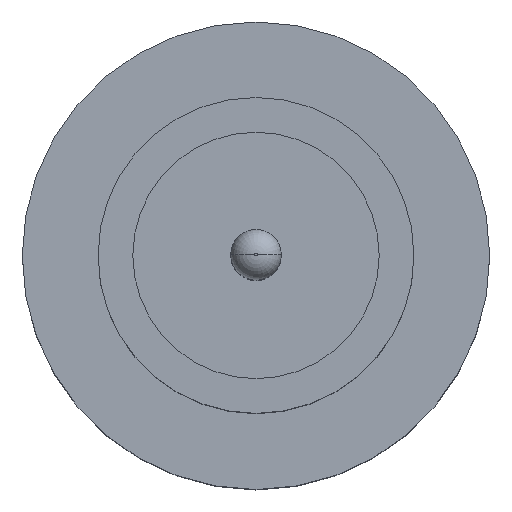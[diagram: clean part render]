
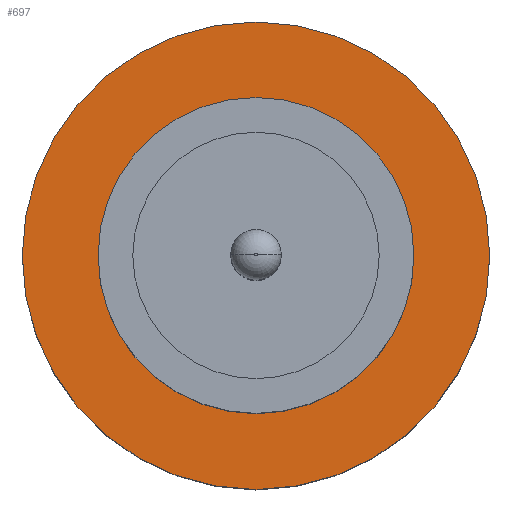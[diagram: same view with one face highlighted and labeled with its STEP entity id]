
A CAD part, top view. The second image highlights one B-rep face of the part: STEP entity #697.
In plain terms, the highlighted planar face has unit normal (0, 0, 1).
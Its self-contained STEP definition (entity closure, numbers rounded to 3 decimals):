
#9 = DIRECTION ( 'NONE',  ( 1., 0., 0. ) ) ;
#39 = VERTEX_POINT ( 'NONE', #758 ) ;
#52 = ORIENTED_EDGE ( 'NONE', *, *, #96, .F. ) ;
#54 = EDGE_CURVE ( 'NONE', #671, #357, #342, .T. ) ;
#96 = EDGE_CURVE ( 'NONE', #357, #671, #478, .T. ) ;
#148 = AXIS2_PLACEMENT_3D ( 'NONE', #383, #452, #9 ) ;
#154 = EDGE_CURVE ( 'NONE', #827, #39, #860, .T. ) ;
#179 = DIRECTION ( 'NONE',  ( 1., 0., 0. ) ) ;
#187 = AXIS2_PLACEMENT_3D ( 'NONE', #607, #192, #407 ) ;
#192 = DIRECTION ( 'NONE',  ( 0., 0., 1. ) ) ;
#295 = AXIS2_PLACEMENT_3D ( 'NONE', #669, #330, #412 ) ;
#311 = AXIS2_PLACEMENT_3D ( 'NONE', #800, #660, #179 ) ;
#317 = AXIS2_PLACEMENT_3D ( 'NONE', #589, #848, #443 ) ;
#330 = DIRECTION ( 'NONE',  ( 0., 0., 1. ) ) ;
#342 = CIRCLE ( 'NONE', #317, 1.25 ) ;
#349 = EDGE_LOOP ( 'NONE', ( #459, #52 ) ) ;
#357 = VERTEX_POINT ( 'NONE', #488 ) ;
#383 = CARTESIAN_POINT ( 'NONE',  ( 0., 0., 1.55 ) ) ;
#391 = EDGE_LOOP ( 'NONE', ( #649, #756 ) ) ;
#407 = DIRECTION ( 'NONE',  ( 1., 0., 0. ) ) ;
#412 = DIRECTION ( 'NONE',  ( 1., 0., 0. ) ) ;
#421 = FACE_BOUND ( 'NONE', #349, .T. ) ;
#443 = DIRECTION ( 'NONE',  ( 1., 0., 0. ) ) ;
#452 = DIRECTION ( 'NONE',  ( 0., 0., 1. ) ) ;
#459 = ORIENTED_EDGE ( 'NONE', *, *, #54, .F. ) ;
#466 = CARTESIAN_POINT ( 'NONE',  ( 1.25, 0., 1.55 ) ) ;
#478 = CIRCLE ( 'NONE', #187, 1.25 ) ;
#488 = CARTESIAN_POINT ( 'NONE',  ( -1.25, 0., 1.55 ) ) ;
#567 = EDGE_CURVE ( 'NONE', #39, #827, #695, .T. ) ;
#589 = CARTESIAN_POINT ( 'NONE',  ( 0., 0., 1.55 ) ) ;
#607 = CARTESIAN_POINT ( 'NONE',  ( 0., 0., 1.55 ) ) ;
#648 = FACE_OUTER_BOUND ( 'NONE', #391, .T. ) ;
#649 = ORIENTED_EDGE ( 'NONE', *, *, #154, .T. ) ;
#660 = DIRECTION ( 'NONE',  ( 0., 0., 1. ) ) ;
#669 = CARTESIAN_POINT ( 'NONE',  ( 0., 0., 1.55 ) ) ;
#671 = VERTEX_POINT ( 'NONE', #466 ) ;
#675 = CARTESIAN_POINT ( 'NONE',  ( -1.85, 0., 1.55 ) ) ;
#695 = CIRCLE ( 'NONE', #148, 1.85 ) ;
#697 = ADVANCED_FACE ( 'NONE', ( #421, #648 ), #788, .T. ) ;
#756 = ORIENTED_EDGE ( 'NONE', *, *, #567, .T. ) ;
#758 = CARTESIAN_POINT ( 'NONE',  ( 1.85, 0., 1.55 ) ) ;
#788 = PLANE ( 'NONE',  #311 ) ;
#800 = CARTESIAN_POINT ( 'NONE',  ( 0., 0., 1.55 ) ) ;
#827 = VERTEX_POINT ( 'NONE', #675 ) ;
#848 = DIRECTION ( 'NONE',  ( 0., 0., 1. ) ) ;
#860 = CIRCLE ( 'NONE', #295, 1.85 ) ;
